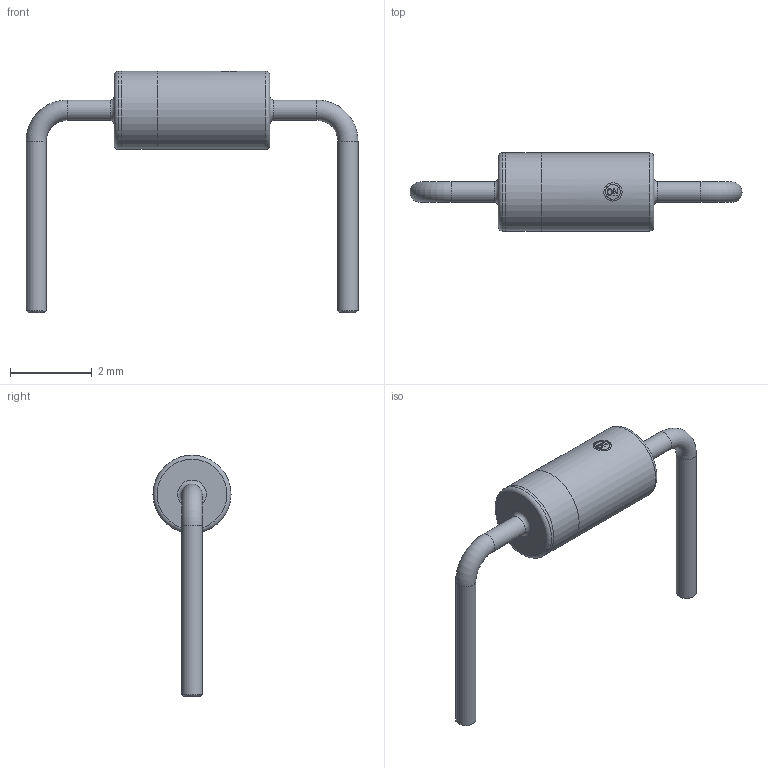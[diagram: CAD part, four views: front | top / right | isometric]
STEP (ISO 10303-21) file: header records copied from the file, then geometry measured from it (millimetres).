
FILE_DESCRIPTION(/* description */ (''),/* implementation_level */ '2;1');
FILE_NAME(/* name */ '1.stp',/* time_stamp */ '2020-02-13T22:48:04+02:00',/* author */ ('k'),/* organization */ (''),/* preprocessor_version */ 'ST-DEVELOPER v15.6',/* originating_system */ 'Autodesk Inventor 2015',/* authorisation */ '');
FILE_SCHEMA (('AUTOMOTIVE_DESIGN { 1 0 10303 214 3 1 1 }'));
Length unit declared in the file: millimetre
Products named in the file (5): 1; 2; 3; 4
Bounding box: 8.12 x 1.91 x 5.91 mm (x, y, z)
Volume: 13.4 mm3; surface area: 69.4 mm2
Topology: 8 solids, 8 shells, 88 faces, 197 edges, 130 vertices
Faces by surface type: plane 36, bspline 28, cylinder 16, torus 6, cone 2
Full cylindrical faces by diameter (mm): 0.362 x2, 0.445 x2, 0.497 x4, 1.91 x3
Entity records: 2850 total; most frequent: CARTESIAN_POINT 1039, ORIENTED_EDGE 344, DIRECTION 286, EDGE_CURVE 172, VERTEX_POINT 124, EDGE_LOOP 116, AXIS2_PLACEMENT_3D 105, FACE_OUTER_BOUND 88
